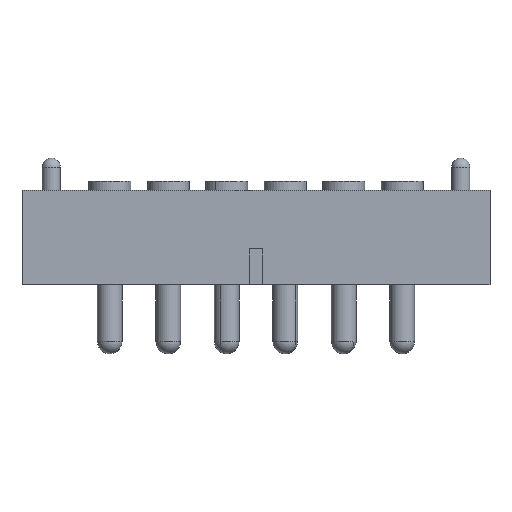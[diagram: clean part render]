
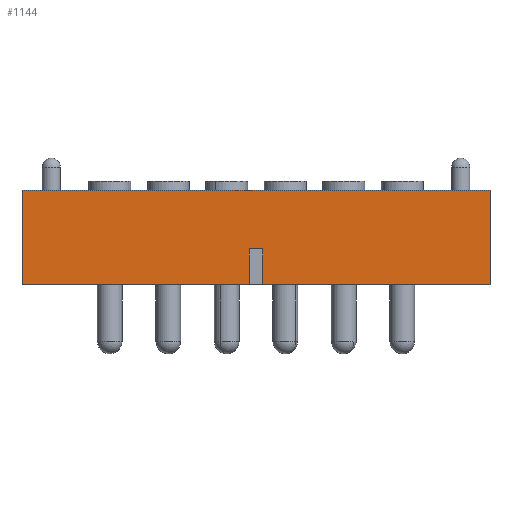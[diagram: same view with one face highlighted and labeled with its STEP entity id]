
A CAD part, front view. The second image highlights one B-rep face of the part: STEP entity #1144.
In plain terms, the highlighted planar face has unit normal (0, -1, 0).
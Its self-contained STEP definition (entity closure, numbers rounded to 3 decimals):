
#45 = DIRECTION ( 'NONE',  ( 0., 0., -1. ) ) ;
#46 = EDGE_CURVE ( 'NONE', #755, #75, #833, .T. ) ;
#75 = VERTEX_POINT ( 'NONE', #341 ) ;
#102 = LINE ( 'NONE', #1028, #793 ) ;
#127 = PLANE ( 'NONE',  #507 ) ;
#140 = EDGE_CURVE ( 'NONE', #755, #1579, #1510, .T. ) ;
#171 = CARTESIAN_POINT ( 'NONE',  ( 0., -2.5, 0. ) ) ;
#190 = LINE ( 'NONE', #338, #267 ) ;
#256 = EDGE_CURVE ( 'NONE', #847, #917, #102, .T. ) ;
#267 = VECTOR ( 'NONE', #1189, 1000. ) ;
#338 = CARTESIAN_POINT ( 'NONE',  ( 9.86, -2.5, 1.561 ) ) ;
#341 = CARTESIAN_POINT ( 'NONE',  ( 0., -2.5, 4.1 ) ) ;
#354 = CARTESIAN_POINT ( 'NONE',  ( 0., -2.5, 4.1 ) ) ;
#374 = FACE_OUTER_BOUND ( 'NONE', #498, .T. ) ;
#375 = CARTESIAN_POINT ( 'NONE',  ( 20.32, -2.5, 4.1 ) ) ;
#385 = CARTESIAN_POINT ( 'NONE',  ( 9.86, -2.5, 0. ) ) ;
#409 = CARTESIAN_POINT ( 'NONE',  ( 10.46, -2.5, 1.561 ) ) ;
#410 = VECTOR ( 'NONE', #1317, 1000. ) ;
#425 = DIRECTION ( 'NONE',  ( 0., 0., 1. ) ) ;
#458 = VECTOR ( 'NONE', #1340, 1000. ) ;
#465 = LINE ( 'NONE', #1441, #458 ) ;
#483 = VECTOR ( 'NONE', #45, 1000. ) ;
#497 = CARTESIAN_POINT ( 'NONE',  ( 20.32, -2.5, 0. ) ) ;
#498 = EDGE_LOOP ( 'NONE', ( #1419, #1051, #1054, #623, #724, #963, #812, #1270 ) ) ;
#507 = AXIS2_PLACEMENT_3D ( 'NONE', #354, #722, #1212 ) ;
#536 = VECTOR ( 'NONE', #902, 1000. ) ;
#543 = LINE ( 'NONE', #1034, #536 ) ;
#580 = EDGE_CURVE ( 'NONE', #917, #806, #190, .T. ) ;
#622 = EDGE_CURVE ( 'NONE', #806, #1182, #465, .T. ) ;
#623 = ORIENTED_EDGE ( 'NONE', *, *, #140, .F. ) ;
#678 = EDGE_CURVE ( 'NONE', #847, #1560, #828, .T. ) ;
#713 = CARTESIAN_POINT ( 'NONE',  ( 0., -2.5, 4.1 ) ) ;
#722 = DIRECTION ( 'NONE',  ( 0., 1., 0. ) ) ;
#724 = ORIENTED_EDGE ( 'NONE', *, *, #46, .T. ) ;
#732 = CARTESIAN_POINT ( 'NONE',  ( 0., -2.5, 0. ) ) ;
#755 = VERTEX_POINT ( 'NONE', #1022 ) ;
#793 = VECTOR ( 'NONE', #425, 1000. ) ;
#806 = VERTEX_POINT ( 'NONE', #409 ) ;
#812 = ORIENTED_EDGE ( 'NONE', *, *, #678, .F. ) ;
#828 = LINE ( 'NONE', #732, #410 ) ;
#833 = LINE ( 'NONE', #713, #997 ) ;
#847 = VERTEX_POINT ( 'NONE', #385 ) ;
#849 = CARTESIAN_POINT ( 'NONE',  ( 10.46, -2.5, 0. ) ) ;
#902 = DIRECTION ( 'NONE',  ( 0., 0., -1. ) ) ;
#917 = VERTEX_POINT ( 'NONE', #1297 ) ;
#963 = ORIENTED_EDGE ( 'NONE', *, *, #1376, .T. ) ;
#973 = CARTESIAN_POINT ( 'NONE',  ( 0., -2.5, 0. ) ) ;
#997 = VECTOR ( 'NONE', #1564, 1000. ) ;
#1022 = CARTESIAN_POINT ( 'NONE',  ( 20.32, -2.5, 4.1 ) ) ;
#1028 = CARTESIAN_POINT ( 'NONE',  ( 9.86, -2.5, 0. ) ) ;
#1034 = CARTESIAN_POINT ( 'NONE',  ( 0., -2.5, 4.1 ) ) ;
#1051 = ORIENTED_EDGE ( 'NONE', *, *, #622, .T. ) ;
#1054 = ORIENTED_EDGE ( 'NONE', *, *, #1292, .F. ) ;
#1094 = VECTOR ( 'NONE', #1398, 1000. ) ;
#1144 = ADVANCED_FACE ( 'NONE', ( #374 ), #127, .F. ) ;
#1182 = VERTEX_POINT ( 'NONE', #849 ) ;
#1189 = DIRECTION ( 'NONE',  ( 1., 0., 0. ) ) ;
#1212 = DIRECTION ( 'NONE',  ( 0., 0., -1. ) ) ;
#1270 = ORIENTED_EDGE ( 'NONE', *, *, #256, .T. ) ;
#1292 = EDGE_CURVE ( 'NONE', #1579, #1182, #1385, .T. ) ;
#1297 = CARTESIAN_POINT ( 'NONE',  ( 9.86, -2.5, 1.561 ) ) ;
#1317 = DIRECTION ( 'NONE',  ( -1., 0., 0. ) ) ;
#1340 = DIRECTION ( 'NONE',  ( 0., 0., -1. ) ) ;
#1376 = EDGE_CURVE ( 'NONE', #75, #1560, #543, .T. ) ;
#1385 = LINE ( 'NONE', #171, #1094 ) ;
#1398 = DIRECTION ( 'NONE',  ( -1., 0., 0. ) ) ;
#1419 = ORIENTED_EDGE ( 'NONE', *, *, #580, .T. ) ;
#1441 = CARTESIAN_POINT ( 'NONE',  ( 10.46, -2.5, 0. ) ) ;
#1510 = LINE ( 'NONE', #375, #483 ) ;
#1560 = VERTEX_POINT ( 'NONE', #973 ) ;
#1564 = DIRECTION ( 'NONE',  ( -1., 0., 0. ) ) ;
#1579 = VERTEX_POINT ( 'NONE', #497 ) ;
